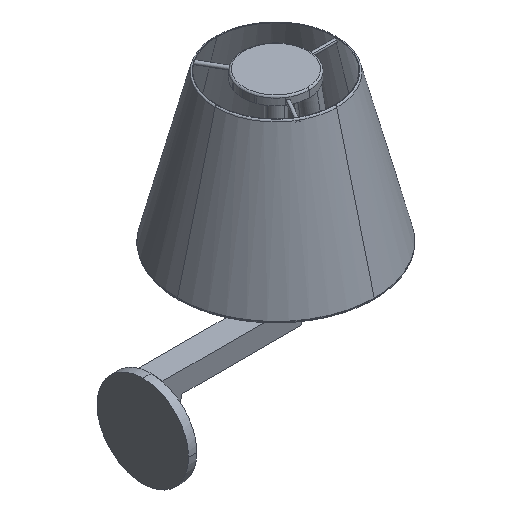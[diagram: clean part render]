
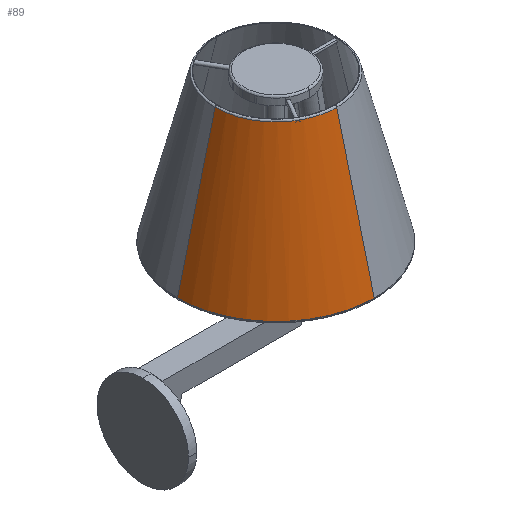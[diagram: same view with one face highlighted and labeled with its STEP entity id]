
A CAD part, isometric view. The second image highlights one B-rep face of the part: STEP entity #89.
In plain terms, the highlighted free-form (B-spline) face has degree [2, 1] with [3, 2] control points.
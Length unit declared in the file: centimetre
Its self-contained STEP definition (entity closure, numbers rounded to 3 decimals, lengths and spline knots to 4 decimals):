
#89=ADVANCED_FACE($,(#189),#1173,.T.);
#189=FACE_OUTER_BOUND($,#291,.T.);
#291=EDGE_LOOP($,(#565,#566,#567,#568));
#565=ORIENTED_EDGE($,*,*,#888,.F.);
#566=ORIENTED_EDGE($,*,*,#887,.T.);
#567=ORIENTED_EDGE($,*,*,#881,.T.);
#568=ORIENTED_EDGE($,*,*,#869,.T.);
#869=EDGE_CURVE($,#1048,#1047,#1296,.T.);
#881=EDGE_CURVE($,#1053,#1048,#1307,.T.);
#887=EDGE_CURVE($,#1057,#1053,#1311,.T.);
#888=EDGE_CURVE($,#1057,#1047,#1312,.T.);
#1047=VERTEX_POINT($,#2721);
#1048=VERTEX_POINT($,#2722);
#1053=VERTEX_POINT($,#2727);
#1057=VERTEX_POINT($,#2731);
#1173=(
BOUNDED_SURFACE()
B_SPLINE_SURFACE(2,1,((#2620,#2621),(#2622,#2623),(#2624,#2625)),.UNSPECIFIED.,
.F.,.F.,.F.)
B_SPLINE_SURFACE_WITH_KNOTS((3,3),(2,2),(296.9415,395.922),
(295.6574,477.3181),.UNSPECIFIED.)
GEOMETRIC_REPRESENTATION_ITEM()
RATIONAL_B_SPLINE_SURFACE(((1.,1.),(0.707,0.707),
(1.,1.)))
REPRESENTATION_ITEM($)
SURFACE()
);
#1296=(
BOUNDED_CURVE()
B_SPLINE_CURVE(1,(#2399,#2400),.UNSPECIFIED.,.F.,.F.)
B_SPLINE_CURVE_WITH_KNOTS((2,2),(-477.3181,-295.6574),.UNSPECIFIED.)
CURVE()
GEOMETRIC_REPRESENTATION_ITEM()
RATIONAL_B_SPLINE_CURVE((1.,1.))
REPRESENTATION_ITEM($)
);
#1307=(
BOUNDED_CURVE()
B_SPLINE_CURVE(2,(#2441,#2442,#2443),.UNSPECIFIED.,.F.,.F.)
B_SPLINE_CURVE_WITH_KNOTS((3,3),(-395.922,-296.9415),.UNSPECIFIED.)
CURVE()
GEOMETRIC_REPRESENTATION_ITEM()
RATIONAL_B_SPLINE_CURVE((1.,0.707,1.))
REPRESENTATION_ITEM($)
);
#1311=(
BOUNDED_CURVE()
B_SPLINE_CURVE(1,(#2466,#2467),.UNSPECIFIED.,.F.,.F.)
B_SPLINE_CURVE_WITH_KNOTS((2,2),(18.1661,199.8268),.UNSPECIFIED.)
CURVE()
GEOMETRIC_REPRESENTATION_ITEM()
RATIONAL_B_SPLINE_CURVE((1.,1.))
REPRESENTATION_ITEM($)
);
#1312=(
BOUNDED_CURVE()
B_SPLINE_CURVE(2,(#2468,#2469,#2470),.UNSPECIFIED.,.F.,.F.)
B_SPLINE_CURVE_WITH_KNOTS((3,3),(-435.446,-326.5845),.UNSPECIFIED.)
CURVE()
GEOMETRIC_REPRESENTATION_ITEM()
RATIONAL_B_SPLINE_CURVE((1.,0.707,1.))
REPRESENTATION_ITEM($)
);
#2399=CARTESIAN_POINT($,(160.,-118.3184,117.7539));
#2400=CARTESIAN_POINT($,(160.,-73.3186,293.7529));
#2441=CARTESIAN_POINT($,(41.762,-0.0804,117.7539));
#2442=CARTESIAN_POINT($,(41.762,-118.3184,117.7539));
#2443=CARTESIAN_POINT($,(160.,-118.3184,117.7539));
#2466=CARTESIAN_POINT($,(86.7618,-0.0804,293.7529));
#2467=CARTESIAN_POINT($,(41.762,-0.0804,117.7539));
#2468=CARTESIAN_POINT($,(86.7618,-0.0804,293.7529));
#2469=CARTESIAN_POINT($,(86.7618,-73.3186,293.7529));
#2470=CARTESIAN_POINT($,(160.,-73.3186,293.7529));
#2620=CARTESIAN_POINT($,(160.,-73.3186,293.7529));
#2621=CARTESIAN_POINT($,(160.,-118.3184,117.7539));
#2622=CARTESIAN_POINT($,(86.7618,-73.3186,293.7529));
#2623=CARTESIAN_POINT($,(41.762,-118.3184,117.7539));
#2624=CARTESIAN_POINT($,(86.7618,-0.0804,293.7529));
#2625=CARTESIAN_POINT($,(41.762,-0.0804,117.7539));
#2721=CARTESIAN_POINT($,(160.,-73.3186,293.7529));
#2722=CARTESIAN_POINT($,(160.,-118.3184,117.7539));
#2727=CARTESIAN_POINT($,(41.762,-0.0804,117.7539));
#2731=CARTESIAN_POINT($,(86.7618,-0.0804,293.7529));
